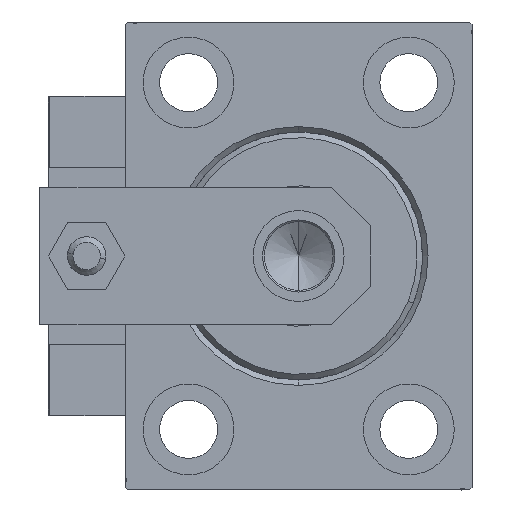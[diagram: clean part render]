
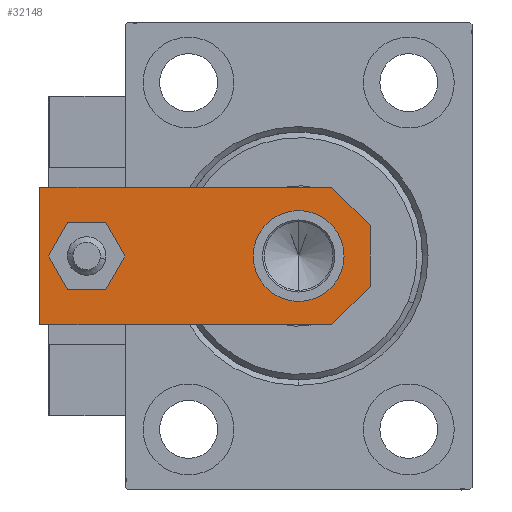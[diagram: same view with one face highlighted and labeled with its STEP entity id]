
A CAD part, left-side view. The second image highlights one B-rep face of the part: STEP entity #32148.
In plain terms, the highlighted face is planar.
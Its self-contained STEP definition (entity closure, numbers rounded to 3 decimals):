
#1715 = DIRECTION ( 'NONE',  ( 1., 0., 0. ) ) ;
#1829 = CARTESIAN_POINT ( 'NONE',  ( 12.5, 60., 6. ) ) ;
#2099 = ORIENTED_EDGE ( 'NONE', *, *, #22613, .F. ) ;
#2207 = CARTESIAN_POINT ( 'NONE',  ( 0., 13., 6. ) ) ;
#2380 = EDGE_CURVE ( 'NONE', #7317, #40171, #34674, .T. ) ;
#2630 = CARTESIAN_POINT ( 'NONE',  ( 12.5, 7., 6. ) ) ;
#3171 = DIRECTION ( 'NONE',  ( 0., 0., 1. ) ) ;
#3339 = FACE_OUTER_BOUND ( 'NONE', #28649, .T. ) ;
#3811 = CARTESIAN_POINT ( 'NONE',  ( -4., 51.5, 6. ) ) ;
#4252 = CARTESIAN_POINT ( 'NONE',  ( -12.5, 0., 6. ) ) ;
#4375 = ORIENTED_EDGE ( 'NONE', *, *, #14356, .T. ) ;
#4573 = FACE_BOUND ( 'NONE', #34207, .T. ) ;
#5949 = VERTEX_POINT ( 'NONE', #2630 ) ;
#6781 = AXIS2_PLACEMENT_3D ( 'NONE', #2207, #47793, #1715 ) ;
#6960 = ORIENTED_EDGE ( 'NONE', *, *, #10551, .T. ) ;
#7317 = VERTEX_POINT ( 'NONE', #49731 ) ;
#7466 = EDGE_LOOP ( 'NONE', ( #40029, #44323 ) ) ;
#8529 = LINE ( 'NONE', #35622, #22690 ) ;
#9274 = DIRECTION ( 'NONE',  ( 0., -1., 0. ) ) ;
#9286 = VERTEX_POINT ( 'NONE', #49779 ) ;
#9395 = CARTESIAN_POINT ( 'NONE',  ( 0., 51.5, 6. ) ) ;
#9857 = EDGE_CURVE ( 'NONE', #23436, #46085, #12926, .T. ) ;
#10295 = LINE ( 'NONE', #41207, #25269 ) ;
#10331 = VECTOR ( 'NONE', #21361, 1000. ) ;
#10545 = EDGE_CURVE ( 'NONE', #43340, #9286, #36124, .T. ) ;
#10551 = EDGE_CURVE ( 'NONE', #9286, #18346, #8529, .T. ) ;
#11059 = CARTESIAN_POINT ( 'NONE',  ( 4., 51.5, 6. ) ) ;
#12703 = CARTESIAN_POINT ( 'NONE',  ( -12.5, 60., 6. ) ) ;
#12926 = CIRCLE ( 'NONE', #29127, 4. ) ;
#13262 = CARTESIAN_POINT ( 'NONE',  ( 12.5, 60., 6. ) ) ;
#14356 = EDGE_CURVE ( 'NONE', #5949, #15441, #18493, .T. ) ;
#15441 = VERTEX_POINT ( 'NONE', #1829 ) ;
#16223 = VECTOR ( 'NONE', #9274, 1000. ) ;
#16869 = CARTESIAN_POINT ( 'NONE',  ( -12.5, 60., 6. ) ) ;
#17143 = DIRECTION ( 'NONE',  ( 0.707, 0.707, 0. ) ) ;
#18346 = VERTEX_POINT ( 'NONE', #21310 ) ;
#18493 = LINE ( 'NONE', #49656, #33301 ) ;
#18855 = AXIS2_PLACEMENT_3D ( 'NONE', #24274, #39742, #46838 ) ;
#19650 = VERTEX_POINT ( 'NONE', #30866 ) ;
#19848 = EDGE_CURVE ( 'NONE', #19650, #5949, #10295, .T. ) ;
#20479 = CIRCLE ( 'NONE', #18855, 4. ) ;
#20663 = EDGE_CURVE ( 'NONE', #46085, #23436, #20479, .T. ) ;
#21051 = ORIENTED_EDGE ( 'NONE', *, *, #49933, .T. ) ;
#21310 = CARTESIAN_POINT ( 'NONE',  ( -5.5, 0., 6. ) ) ;
#21361 = DIRECTION ( 'NONE',  ( -1., 0., 0. ) ) ;
#22613 = EDGE_CURVE ( 'NONE', #40171, #7317, #45614, .T. ) ;
#22690 = VECTOR ( 'NONE', #24703, 1000. ) ;
#23436 = VERTEX_POINT ( 'NONE', #11059 ) ;
#24274 = CARTESIAN_POINT ( 'NONE',  ( 0., 51.5, 6. ) ) ;
#24288 = DIRECTION ( 'NONE',  ( 1., 0., 0. ) ) ;
#24703 = DIRECTION ( 'NONE',  ( 0.707, -0.707, 0. ) ) ;
#25269 = VECTOR ( 'NONE', #17143, 1000. ) ;
#27027 = DIRECTION ( 'NONE',  ( 1., 0., 0. ) ) ;
#27519 = LINE ( 'NONE', #4252, #34843 ) ;
#28596 = DIRECTION ( 'NONE',  ( 0., 0., 1. ) ) ;
#28649 = EDGE_LOOP ( 'NONE', ( #38372, #6960, #21051, #47655, #4375, #38355 ) ) ;
#28889 = DIRECTION ( 'NONE',  ( 1., 0., 0. ) ) ;
#29127 = AXIS2_PLACEMENT_3D ( 'NONE', #9395, #36495, #28889 ) ;
#30395 = DIRECTION ( 'NONE',  ( 0., 1., 0. ) ) ;
#30866 = CARTESIAN_POINT ( 'NONE',  ( 5.5, 0., 6. ) ) ;
#32148 = ADVANCED_FACE ( 'NONE', ( #43062, #3339, #4573 ), #44299, .T. ) ;
#33301 = VECTOR ( 'NONE', #30395, 1000. ) ;
#34207 = EDGE_LOOP ( 'NONE', ( #48189, #2099 ) ) ;
#34674 = CIRCLE ( 'NONE', #41139, 8.25 ) ;
#34843 = VECTOR ( 'NONE', #27027, 1000. ) ;
#35622 = CARTESIAN_POINT ( 'NONE',  ( -2.75, -2.75, 6. ) ) ;
#36124 = LINE ( 'NONE', #16869, #16223 ) ;
#36495 = DIRECTION ( 'NONE',  ( 0., 0., 1. ) ) ;
#36592 = CARTESIAN_POINT ( 'NONE',  ( 0., 13., 6. ) ) ;
#38355 = ORIENTED_EDGE ( 'NONE', *, *, #38901, .T. ) ;
#38372 = ORIENTED_EDGE ( 'NONE', *, *, #10545, .T. ) ;
#38901 = EDGE_CURVE ( 'NONE', #15441, #43340, #44668, .T. ) ;
#39742 = DIRECTION ( 'NONE',  ( 0., 0., 1. ) ) ;
#40029 = ORIENTED_EDGE ( 'NONE', *, *, #20663, .F. ) ;
#40141 = AXIS2_PLACEMENT_3D ( 'NONE', #47353, #28596, #24288 ) ;
#40171 = VERTEX_POINT ( 'NONE', #41071 ) ;
#41071 = CARTESIAN_POINT ( 'NONE',  ( 8.25, 13., 6. ) ) ;
#41139 = AXIS2_PLACEMENT_3D ( 'NONE', #36592, #3171, #49761 ) ;
#41207 = CARTESIAN_POINT ( 'NONE',  ( 2.75, -2.75, 6. ) ) ;
#43062 = FACE_BOUND ( 'NONE', #7466, .T. ) ;
#43340 = VERTEX_POINT ( 'NONE', #12703 ) ;
#44299 = PLANE ( 'NONE',  #40141 ) ;
#44323 = ORIENTED_EDGE ( 'NONE', *, *, #9857, .F. ) ;
#44668 = LINE ( 'NONE', #13262, #10331 ) ;
#45614 = CIRCLE ( 'NONE', #6781, 8.25 ) ;
#46085 = VERTEX_POINT ( 'NONE', #3811 ) ;
#46838 = DIRECTION ( 'NONE',  ( 1., 0., 0. ) ) ;
#47353 = CARTESIAN_POINT ( 'NONE',  ( 0., 0., 6. ) ) ;
#47655 = ORIENTED_EDGE ( 'NONE', *, *, #19848, .T. ) ;
#47793 = DIRECTION ( 'NONE',  ( 0., 0., 1. ) ) ;
#48189 = ORIENTED_EDGE ( 'NONE', *, *, #2380, .F. ) ;
#49656 = CARTESIAN_POINT ( 'NONE',  ( 12.5, 0., 6. ) ) ;
#49731 = CARTESIAN_POINT ( 'NONE',  ( -8.25, 13., 6. ) ) ;
#49761 = DIRECTION ( 'NONE',  ( 1., 0., 0. ) ) ;
#49779 = CARTESIAN_POINT ( 'NONE',  ( -12.5, 7., 6. ) ) ;
#49933 = EDGE_CURVE ( 'NONE', #18346, #19650, #27519, .T. ) ;
